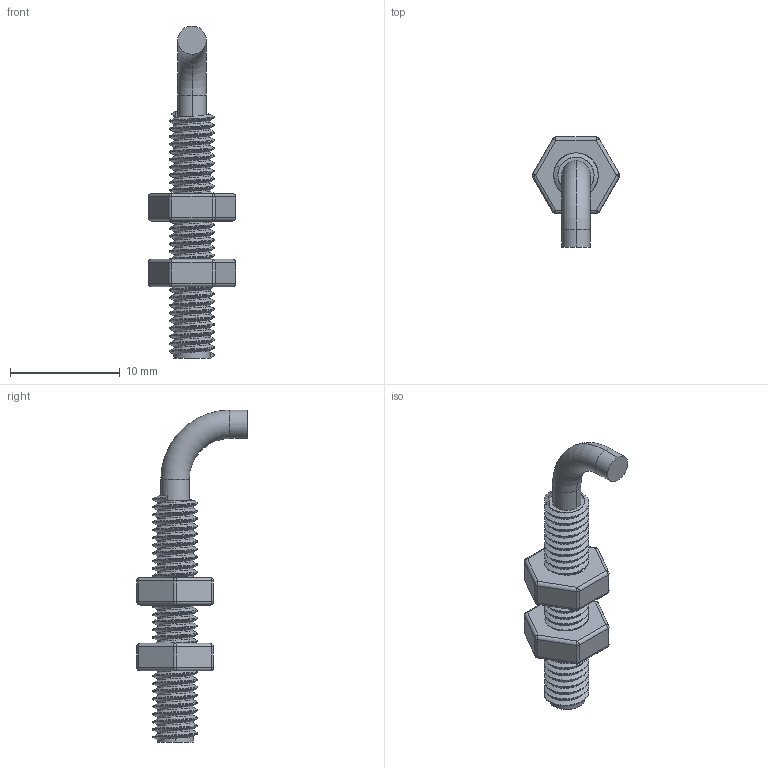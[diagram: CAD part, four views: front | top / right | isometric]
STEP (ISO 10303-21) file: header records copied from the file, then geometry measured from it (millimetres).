
FILE_DESCRIPTION (( 'STEP AP214' ), '1' );
FILE_NAME ('INGUN_111136.STEP', '2021-11-11T14:31:46', ( '' ), ( '' ), 'SwSTEP 2.0', 'SolidWorks 2018', '' );
FILE_SCHEMA (( 'AUTOMOTIVE_DESIGN' ));
Length unit declared in the file: millimetre
Products named in the file (1): INGUN_111136
Bounding box: 7.99 x 10.08 x 30.3 mm (x, y, z)
Volume: 448.6 mm3; surface area: 667.7 mm2
Topology: 1 solids, 1 shells, 157 faces, 376 edges, 210 vertices
Faces by surface type: cylinder 96, sphere 28, plane 21, bspline 10, torus 2
Entity records: 17123 total; most frequent: CARTESIAN_POINT 13812, ORIENTED_EDGE 720, DIRECTION 638, EDGE_CURVE 360, AXIS2_PLACEMENT_3D 251, VERTEX_POINT 210, EDGE_LOOP 162, ADVANCED_FACE 157
